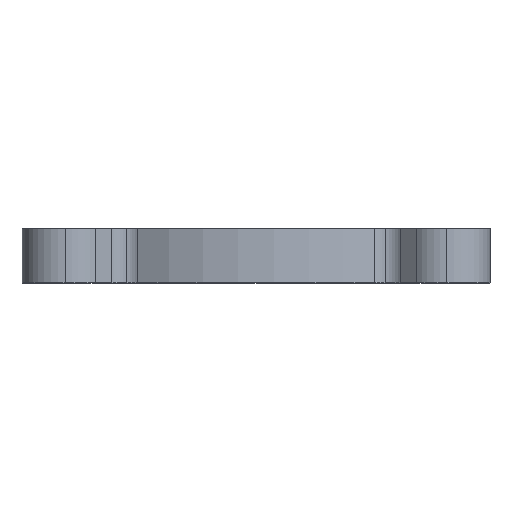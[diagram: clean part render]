
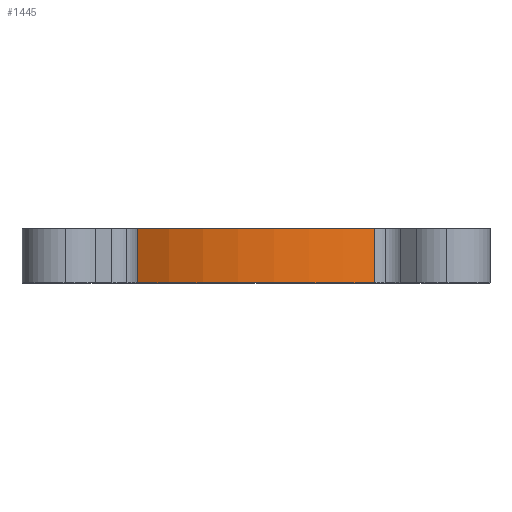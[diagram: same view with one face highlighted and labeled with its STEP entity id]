
A CAD part, top view. The second image highlights one B-rep face of the part: STEP entity #1445.
In plain terms, the highlighted cylindrical face has radius 16.51 mm (diameter 33.02 mm), a partial arc.
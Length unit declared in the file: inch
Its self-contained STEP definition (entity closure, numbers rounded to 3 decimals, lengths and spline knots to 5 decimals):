
#50 = ORIENTED_EDGE ( 'NONE', *, *, #1350, .T. ) ;
#121 = DIRECTION ( 'NONE',  ( 0., -1., 0. ) ) ;
#159 = VECTOR ( 'NONE', #1572, 39.37008 ) ;
#234 = LINE ( 'NONE', #1996, #159 ) ;
#461 = DIRECTION ( 'NONE',  ( 0., 1., 0. ) ) ;
#532 = DIRECTION ( 'NONE',  ( 0., 0., -1. ) ) ;
#538 = CIRCLE ( 'NONE', #2476, 0.65 ) ;
#593 = AXIS2_PLACEMENT_3D ( 'NONE', #782, #461, #1684 ) ;
#727 = CARTESIAN_POINT ( 'NONE',  ( 0., 0.15, 0. ) ) ;
#737 = CARTESIAN_POINT ( 'NONE',  ( 0.32924, 0., 0.56045 ) ) ;
#782 = CARTESIAN_POINT ( 'NONE',  ( 0., 0., 0. ) ) ;
#790 = CARTESIAN_POINT ( 'NONE',  ( -0.32924, 0., 0.56045 ) ) ;
#806 = ORIENTED_EDGE ( 'NONE', *, *, #1037, .F. ) ;
#873 = ORIENTED_EDGE ( 'NONE', *, *, #2394, .T. ) ;
#907 = VERTEX_POINT ( 'NONE', #790 ) ;
#923 = EDGE_LOOP ( 'NONE', ( #50, #873, #806, #2126 ) ) ;
#963 = AXIS2_PLACEMENT_3D ( 'NONE', #727, #1703, #532 ) ;
#1037 = EDGE_CURVE ( 'NONE', #2362, #2612, #538, .T. ) ;
#1190 = DIRECTION ( 'NONE',  ( 0., 0., 1. ) ) ;
#1208 = CARTESIAN_POINT ( 'NONE',  ( 0., 0.15, 0. ) ) ;
#1231 = CIRCLE ( 'NONE', #593, 0.65 ) ;
#1350 = EDGE_CURVE ( 'NONE', #907, #1940, #1231, .T. ) ;
#1422 = DIRECTION ( 'NONE',  ( 0., 1., 0. ) ) ;
#1445 = ADVANCED_FACE ( 'NONE', ( #1538 ), #1972, .T. ) ;
#1538 = FACE_OUTER_BOUND ( 'NONE', #923, .T. ) ;
#1572 = DIRECTION ( 'NONE',  ( 0., 1., 0. ) ) ;
#1684 = DIRECTION ( 'NONE',  ( 0., 0., 1. ) ) ;
#1703 = DIRECTION ( 'NONE',  ( 0., -1., 0. ) ) ;
#1940 = VERTEX_POINT ( 'NONE', #737 ) ;
#1972 = CYLINDRICAL_SURFACE ( 'NONE', #963, 0.65 ) ;
#1996 = CARTESIAN_POINT ( 'NONE',  ( 0.32924, 0.15, 0.56045 ) ) ;
#2056 = VECTOR ( 'NONE', #121, 39.37008 ) ;
#2126 = ORIENTED_EDGE ( 'NONE', *, *, #2618, .T. ) ;
#2362 = VERTEX_POINT ( 'NONE', #2364 ) ;
#2364 = CARTESIAN_POINT ( 'NONE',  ( -0.32924, 0.15, 0.56045 ) ) ;
#2394 = EDGE_CURVE ( 'NONE', #1940, #2612, #234, .T. ) ;
#2445 = CARTESIAN_POINT ( 'NONE',  ( 0.32924, 0.15, 0.56045 ) ) ;
#2476 = AXIS2_PLACEMENT_3D ( 'NONE', #1208, #1422, #1190 ) ;
#2572 = LINE ( 'NONE', #2652, #2056 ) ;
#2612 = VERTEX_POINT ( 'NONE', #2445 ) ;
#2618 = EDGE_CURVE ( 'NONE', #2362, #907, #2572, .T. ) ;
#2652 = CARTESIAN_POINT ( 'NONE',  ( -0.32924, 0.15, 0.56045 ) ) ;
